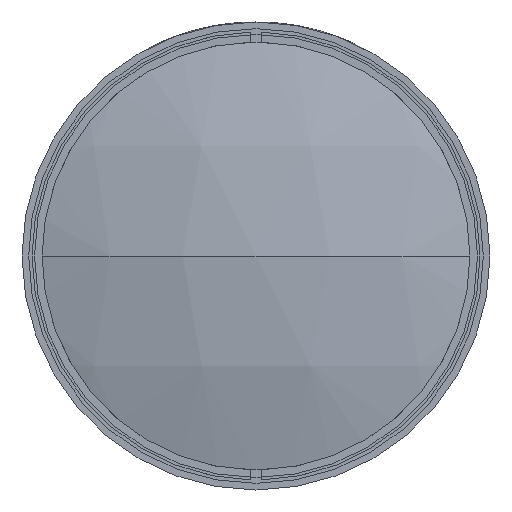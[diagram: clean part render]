
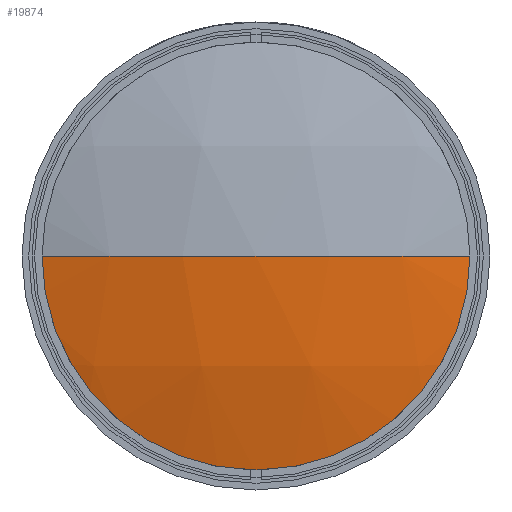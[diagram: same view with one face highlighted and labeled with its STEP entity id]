
A CAD part, left-side view. The second image highlights one B-rep face of the part: STEP entity #19874.
In plain terms, the highlighted spherical face has radius 113.561 mm.
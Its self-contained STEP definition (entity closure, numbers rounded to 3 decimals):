
#6167 = EDGE_CURVE ( 'NONE', #65311, #64116, #67533, .T. ) ;
#7163 = CIRCLE ( 'NONE', #11661, 32.5 ) ;
#9548 = CIRCLE ( 'NONE', #48731, 113.561 ) ;
#11346 = ORIENTED_EDGE ( 'NONE', *, *, #32698, .F. ) ;
#11661 = AXIS2_PLACEMENT_3D ( 'NONE', #14527, #50664, #41196 ) ;
#12295 = FACE_OUTER_BOUND ( 'NONE', #31661, .T. ) ;
#13178 = CARTESIAN_POINT ( 'NONE',  ( 113.561, 0., 0. ) ) ;
#14527 = CARTESIAN_POINT ( 'NONE',  ( 4.75, 0., 0. ) ) ;
#19874 = ADVANCED_FACE ( 'NONE', ( #12295 ), #50177, .T. ) ;
#20381 = DIRECTION ( 'NONE',  ( -1., 0., 0. ) ) ;
#21584 = CARTESIAN_POINT ( 'NONE',  ( 0., 0., 0. ) ) ;
#21716 = CIRCLE ( 'NONE', #41894, 113.561 ) ;
#23429 = CARTESIAN_POINT ( 'NONE',  ( 4.75, 0., -32.5 ) ) ;
#24658 = DIRECTION ( 'NONE',  ( 0., 1., 0. ) ) ;
#24769 = AXIS2_PLACEMENT_3D ( 'NONE', #33715, #44902, #34773 ) ;
#25020 = AXIS2_PLACEMENT_3D ( 'NONE', #68372, #20381, #36538 ) ;
#25738 = ORIENTED_EDGE ( 'NONE', *, *, #6167, .T. ) ;
#28351 = CARTESIAN_POINT ( 'NONE',  ( 4.75, -32.5, 0. ) ) ;
#28878 = DIRECTION ( 'NONE',  ( 0., 0., -1. ) ) ;
#31661 = EDGE_LOOP ( 'NONE', ( #25738, #37568, #36259, #11346 ) ) ;
#32698 = EDGE_CURVE ( 'NONE', #65311, #44510, #21716, .T. ) ;
#33207 = CARTESIAN_POINT ( 'NONE',  ( 4.75, 32.5, 0. ) ) ;
#33715 = CARTESIAN_POINT ( 'NONE',  ( 113.561, 0., 0. ) ) ;
#34773 = DIRECTION ( 'NONE',  ( 0., 1., 0. ) ) ;
#36259 = ORIENTED_EDGE ( 'NONE', *, *, #37953, .T. ) ;
#36538 = DIRECTION ( 'NONE',  ( 0., 0., 1. ) ) ;
#37568 = ORIENTED_EDGE ( 'NONE', *, *, #50819, .T. ) ;
#37953 = EDGE_CURVE ( 'NONE', #65776, #44510, #9548, .T. ) ;
#40884 = DIRECTION ( 'NONE',  ( 1., 0., 0. ) ) ;
#41196 = DIRECTION ( 'NONE',  ( 0., 0., 1. ) ) ;
#41894 = AXIS2_PLACEMENT_3D ( 'NONE', #13178, #46122, #40884 ) ;
#44510 = VERTEX_POINT ( 'NONE', #21584 ) ;
#44902 = DIRECTION ( 'NONE',  ( 0., 0., -1. ) ) ;
#46122 = DIRECTION ( 'NONE',  ( 0., 0., 1. ) ) ;
#48731 = AXIS2_PLACEMENT_3D ( 'NONE', #56205, #28878, #24658 ) ;
#50177 = SPHERICAL_SURFACE ( 'NONE', #24769, 113.561 ) ;
#50664 = DIRECTION ( 'NONE',  ( -1., 0., 0. ) ) ;
#50819 = EDGE_CURVE ( 'NONE', #64116, #65776, #7163, .T. ) ;
#56205 = CARTESIAN_POINT ( 'NONE',  ( 113.561, 0., 0. ) ) ;
#64116 = VERTEX_POINT ( 'NONE', #23429 ) ;
#65311 = VERTEX_POINT ( 'NONE', #33207 ) ;
#65776 = VERTEX_POINT ( 'NONE', #28351 ) ;
#67533 = CIRCLE ( 'NONE', #25020, 32.5 ) ;
#68372 = CARTESIAN_POINT ( 'NONE',  ( 4.75, 0., 0. ) ) ;
